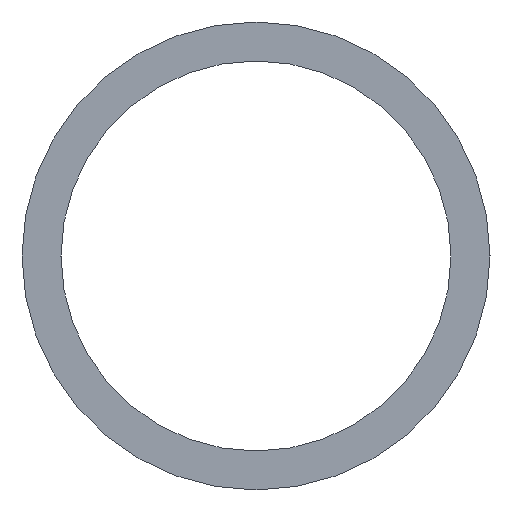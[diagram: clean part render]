
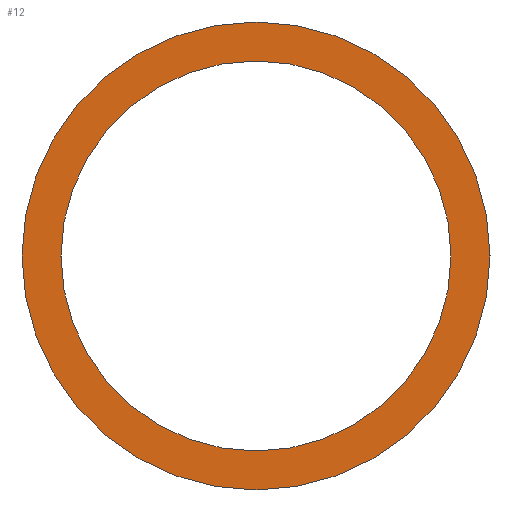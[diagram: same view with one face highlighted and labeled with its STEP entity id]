
A CAD part, left-side view. The second image highlights one B-rep face of the part: STEP entity #12.
In plain terms, the highlighted planar face has unit normal (-1, 0, 0).
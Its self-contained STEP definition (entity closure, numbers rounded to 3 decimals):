
#4 = DIRECTION ( 'NONE',  ( 0., 0., -1. ) ) ;
#6 = FACE_BOUND ( 'NONE', #89, .T. ) ;
#12 = ADVANCED_FACE ( 'NONE', ( #15, #6 ), #123, .F. ) ;
#15 = FACE_OUTER_BOUND ( 'NONE', #135, .T. ) ;
#17 = EDGE_CURVE ( 'NONE', #136, #183, #22, .T. ) ;
#22 = CIRCLE ( 'NONE', #28, 80. ) ;
#26 = EDGE_CURVE ( 'NONE', #44, #92, #194, .T. ) ;
#28 = AXIS2_PLACEMENT_3D ( 'NONE', #33, #75, #115 ) ;
#32 = DIRECTION ( 'NONE',  ( 1., 0., 0. ) ) ;
#33 = CARTESIAN_POINT ( 'NONE',  ( 0., 0., 0. ) ) ;
#35 = CARTESIAN_POINT ( 'NONE',  ( 0., 0., 0. ) ) ;
#40 = CIRCLE ( 'NONE', #168, 80. ) ;
#41 = CARTESIAN_POINT ( 'NONE',  ( 0., 0., -80. ) ) ;
#44 = VERTEX_POINT ( 'NONE', #50 ) ;
#46 = DIRECTION ( 'NONE',  ( 1., 0., 0. ) ) ;
#50 = CARTESIAN_POINT ( 'NONE',  ( 0., 0., -96. ) ) ;
#54 = ORIENTED_EDGE ( 'NONE', *, *, #67, .T. ) ;
#62 = CARTESIAN_POINT ( 'NONE',  ( 0., 0., 80. ) ) ;
#67 = EDGE_CURVE ( 'NONE', #183, #136, #40, .T. ) ;
#72 = AXIS2_PLACEMENT_3D ( 'NONE', #149, #32, #4 ) ;
#75 = DIRECTION ( 'NONE',  ( 1., 0., 0. ) ) ;
#89 = EDGE_LOOP ( 'NONE', ( #90, #54 ) ) ;
#90 = ORIENTED_EDGE ( 'NONE', *, *, #17, .T. ) ;
#92 = VERTEX_POINT ( 'NONE', #174 ) ;
#96 = DIRECTION ( 'NONE',  ( 1., 0., 0. ) ) ;
#108 = ORIENTED_EDGE ( 'NONE', *, *, #26, .F. ) ;
#113 = CARTESIAN_POINT ( 'NONE',  ( 0., 0., 0. ) ) ;
#114 = DIRECTION ( 'NONE',  ( 0., 0., -1. ) ) ;
#115 = DIRECTION ( 'NONE',  ( 0., 0., -1. ) ) ;
#116 = AXIS2_PLACEMENT_3D ( 'NONE', #35, #120, #171 ) ;
#120 = DIRECTION ( 'NONE',  ( 1., 0., 0. ) ) ;
#123 = PLANE ( 'NONE',  #116 ) ;
#124 = CARTESIAN_POINT ( 'NONE',  ( 0., 0., 0. ) ) ;
#135 = EDGE_LOOP ( 'NONE', ( #169, #108 ) ) ;
#136 = VERTEX_POINT ( 'NONE', #62 ) ;
#149 = CARTESIAN_POINT ( 'NONE',  ( 0., 0., 0. ) ) ;
#153 = EDGE_CURVE ( 'NONE', #92, #44, #165, .T. ) ;
#154 = DIRECTION ( 'NONE',  ( 0., 0., -1. ) ) ;
#165 = CIRCLE ( 'NONE', #196, 96. ) ;
#168 = AXIS2_PLACEMENT_3D ( 'NONE', #113, #46, #114 ) ;
#169 = ORIENTED_EDGE ( 'NONE', *, *, #153, .F. ) ;
#171 = DIRECTION ( 'NONE',  ( 0., 0., -1. ) ) ;
#174 = CARTESIAN_POINT ( 'NONE',  ( 0., 0., 96. ) ) ;
#183 = VERTEX_POINT ( 'NONE', #41 ) ;
#194 = CIRCLE ( 'NONE', #72, 96. ) ;
#196 = AXIS2_PLACEMENT_3D ( 'NONE', #124, #96, #154 ) ;
